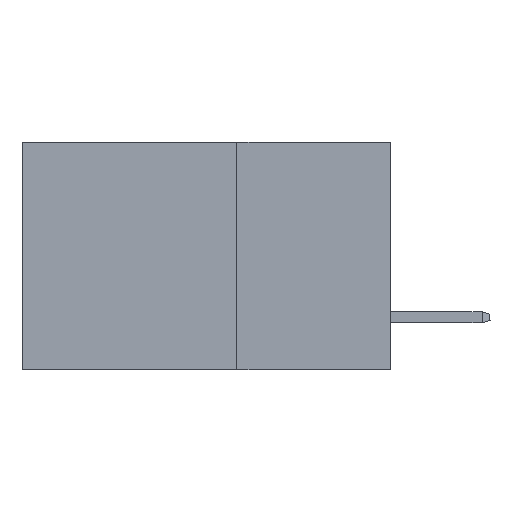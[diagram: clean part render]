
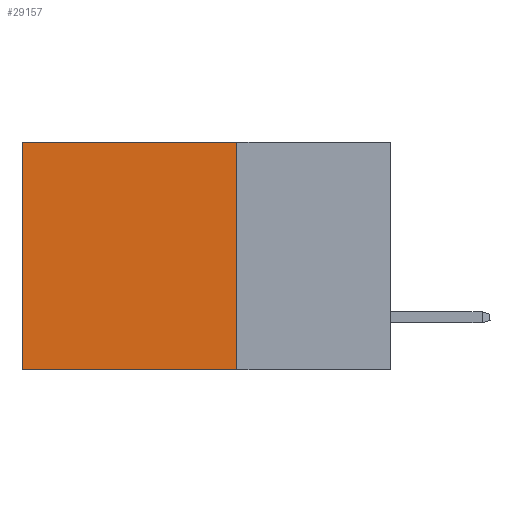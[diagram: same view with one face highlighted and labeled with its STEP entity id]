
A CAD part, left-side view. The second image highlights one B-rep face of the part: STEP entity #29157.
In plain terms, the highlighted planar face has unit normal (-1, 0, 0).
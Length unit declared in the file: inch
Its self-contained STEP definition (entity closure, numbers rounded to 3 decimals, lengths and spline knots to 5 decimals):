
#16 = EDGE_CURVE ( 'NONE', #7731, #3746, #13935, .T. ) ;
#1866 = DIRECTION ( 'NONE',  ( 0., 0., -1. ) ) ;
#3746 = VERTEX_POINT ( 'NONE', #17858 ) ;
#4551 = VECTOR ( 'NONE', #22733, 39.37008 ) ;
#6438 = PLANE ( 'NONE',  #8482 ) ;
#7731 = VERTEX_POINT ( 'NONE', #8851 ) ;
#8036 = LINE ( 'NONE', #25312, #23405 ) ;
#8482 = AXIS2_PLACEMENT_3D ( 'NONE', #33851, #17164, #22923 ) ;
#8851 = CARTESIAN_POINT ( 'NONE',  ( 0.2875, 0.25, 0. ) ) ;
#9391 = EDGE_LOOP ( 'NONE', ( #25096, #14430, #31774, #30872 ) ) ;
#12678 = FACE_OUTER_BOUND ( 'NONE', #9391, .T. ) ;
#13935 = LINE ( 'NONE', #33442, #4551 ) ;
#14430 = ORIENTED_EDGE ( 'NONE', *, *, #17006, .F. ) ;
#16560 = VECTOR ( 'NONE', #1866, 39.37008 ) ;
#17006 = EDGE_CURVE ( 'NONE', #30433, #33441, #33684, .T. ) ;
#17164 = DIRECTION ( 'NONE',  ( 1., 0., 0. ) ) ;
#17858 = CARTESIAN_POINT ( 'NONE',  ( 0.2875, 0.6, 0. ) ) ;
#18016 = EDGE_CURVE ( 'NONE', #7731, #30433, #31089, .T. ) ;
#18542 = EDGE_CURVE ( 'NONE', #3746, #33441, #8036, .T. ) ;
#19079 = CARTESIAN_POINT ( 'NONE',  ( 0.2875, 0.25, -0.37 ) ) ;
#22733 = DIRECTION ( 'NONE',  ( 0., 1., 0. ) ) ;
#22923 = DIRECTION ( 'NONE',  ( 0., 0., -1. ) ) ;
#23405 = VECTOR ( 'NONE', #28080, 39.37008 ) ;
#25096 = ORIENTED_EDGE ( 'NONE', *, *, #18542, .T. ) ;
#25312 = CARTESIAN_POINT ( 'NONE',  ( 0.2875, 0.6, 0. ) ) ;
#28080 = DIRECTION ( 'NONE',  ( 0., 0., -1. ) ) ;
#28886 = CARTESIAN_POINT ( 'NONE',  ( 0.2875, 0.6, -0.37 ) ) ;
#29157 = ADVANCED_FACE ( 'NONE', ( #12678 ), #6438, .F. ) ;
#30309 = VECTOR ( 'NONE', #30812, 39.37008 ) ;
#30433 = VERTEX_POINT ( 'NONE', #35168 ) ;
#30812 = DIRECTION ( 'NONE',  ( 0., 1., 0. ) ) ;
#30872 = ORIENTED_EDGE ( 'NONE', *, *, #16, .T. ) ;
#31089 = LINE ( 'NONE', #34541, #16560 ) ;
#31774 = ORIENTED_EDGE ( 'NONE', *, *, #18016, .F. ) ;
#33441 = VERTEX_POINT ( 'NONE', #28886 ) ;
#33442 = CARTESIAN_POINT ( 'NONE',  ( 0.2875, 0.25, 0. ) ) ;
#33684 = LINE ( 'NONE', #19079, #30309 ) ;
#33851 = CARTESIAN_POINT ( 'NONE',  ( 0.2875, 0.25, 0. ) ) ;
#34541 = CARTESIAN_POINT ( 'NONE',  ( 0.2875, 0.25, 0. ) ) ;
#35168 = CARTESIAN_POINT ( 'NONE',  ( 0.2875, 0.25, -0.37 ) ) ;
